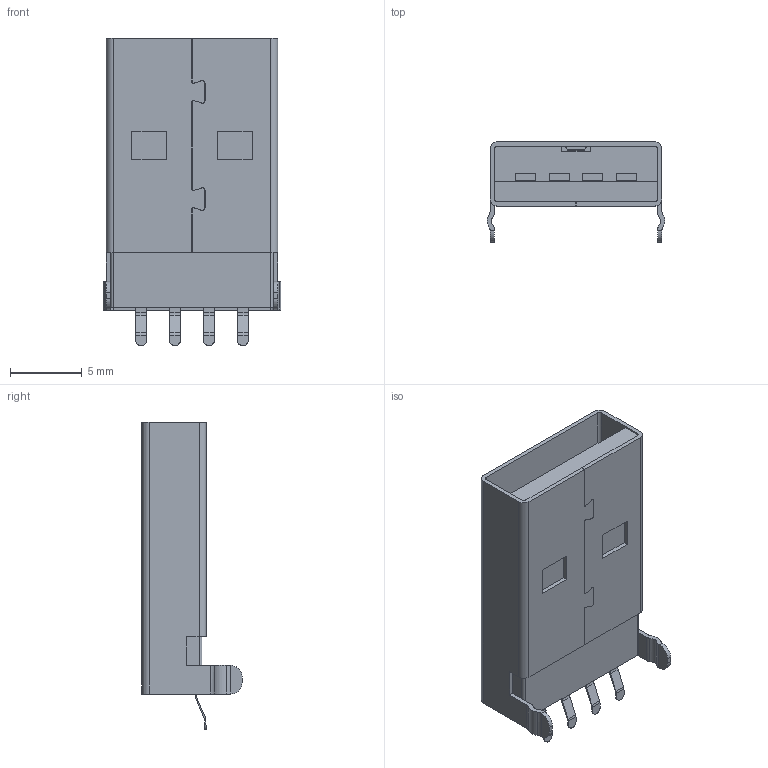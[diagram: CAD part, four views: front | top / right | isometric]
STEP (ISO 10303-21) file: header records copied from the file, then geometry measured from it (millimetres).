
FILE_DESCRIPTION(/* description */ (''),/* implementation_level */ '2;1');
FILE_NAME(/* name */ 'USB Connector Type A male, SMT v0.step',/* time_stamp */ '2022-11-02T20:59:14+02:00',/* author */ (''),/* organization */ (''),/* preprocessor_version */ 'ST-DEVELOPER v19.2',/* originating_system */ 'Autodesk Translation Framework v11.17.0.187',/* authorisation */ '');
FILE_SCHEMA (('AUTOMOTIVE_DESIGN { 1 0 10303 214 3 1 1 }'));
Length unit declared in the file: millimetre
Products named in the file (1): USB Connector Type A male, SMT
Bounding box: 12.43 x 7 x 21.5 mm (x, y, z)
Volume: 729.6 mm3; surface area: 2091 mm2
Topology: 6 solids, 6 shells, 291 faces, 829 edges, 548 vertices
Faces by surface type: plane 199, cylinder 64, bspline 28
Entity records: 9864 total; most frequent: CARTESIAN_POINT 2245, ORIENTED_EDGE 1658, DIRECTION 1445, EDGE_CURVE 829, LINE 645, VECTOR 645, VERTEX_POINT 548, AXIS2_PLACEMENT_3D 400
